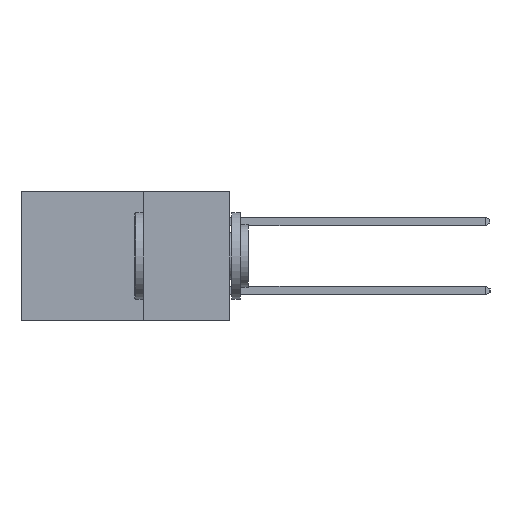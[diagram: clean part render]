
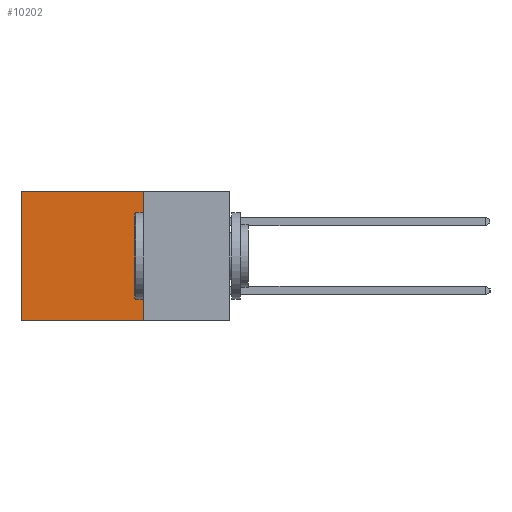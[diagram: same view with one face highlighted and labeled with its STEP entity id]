
A CAD part, left-side view. The second image highlights one B-rep face of the part: STEP entity #10202.
In plain terms, the highlighted planar face has unit normal (-1, 0, 0).
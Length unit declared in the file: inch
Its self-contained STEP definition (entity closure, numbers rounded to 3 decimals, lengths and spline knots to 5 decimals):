
#123 = EDGE_LOOP ( 'NONE', ( #10398, #10440, #10667, #10699 ) ) ;
#405 = VECTOR ( 'NONE', #12697, 39.37008 ) ;
#531 = VERTEX_POINT ( 'NONE', #8018 ) ;
#940 = CARTESIAN_POINT ( 'NONE',  ( 0.2615, 0.6, -0.37 ) ) ;
#1097 = LINE ( 'NONE', #12614, #405 ) ;
#1580 = VERTEX_POINT ( 'NONE', #2432 ) ;
#2181 = LINE ( 'NONE', #10675, #4502 ) ;
#2432 = CARTESIAN_POINT ( 'NONE',  ( 0.2615, 0.6, -0.37 ) ) ;
#3903 = VECTOR ( 'NONE', #5222, 39.37008 ) ;
#4502 = VECTOR ( 'NONE', #9617, 39.37008 ) ;
#5101 = EDGE_CURVE ( 'NONE', #531, #1580, #1097, .T. ) ;
#5222 = DIRECTION ( 'NONE',  ( 0., 0., -1. ) ) ;
#5315 = CARTESIAN_POINT ( 'NONE',  ( 0.2615, 0.25, -0.37 ) ) ;
#5717 = CARTESIAN_POINT ( 'NONE',  ( 0.2615, 0.6, 0. ) ) ;
#6321 = VERTEX_POINT ( 'NONE', #9697 ) ;
#6421 = VERTEX_POINT ( 'NONE', #5717 ) ;
#6973 = VECTOR ( 'NONE', #7095, 39.37008 ) ;
#7068 = FACE_OUTER_BOUND ( 'NONE', #123, .T. ) ;
#7095 = DIRECTION ( 'NONE',  ( 0., 0., -1. ) ) ;
#7449 = EDGE_CURVE ( 'NONE', #6321, #531, #12019, .T. ) ;
#8018 = CARTESIAN_POINT ( 'NONE',  ( 0.2615, 0.25, -0.37 ) ) ;
#9617 = DIRECTION ( 'NONE',  ( 0., 1., 0. ) ) ;
#9673 = LINE ( 'NONE', #940, #6973 ) ;
#9697 = CARTESIAN_POINT ( 'NONE',  ( 0.2615, 0.25, 0. ) ) ;
#10202 = ADVANCED_FACE ( 'NONE', ( #7068 ), #11018, .F. ) ;
#10398 = ORIENTED_EDGE ( 'NONE', *, *, #11924, .T. ) ;
#10440 = ORIENTED_EDGE ( 'NONE', *, *, #5101, .F. ) ;
#10667 = ORIENTED_EDGE ( 'NONE', *, *, #7449, .F. ) ;
#10675 = CARTESIAN_POINT ( 'NONE',  ( 0.2615, 0.25, 0. ) ) ;
#10699 = ORIENTED_EDGE ( 'NONE', *, *, #12268, .T. ) ;
#10756 = DIRECTION ( 'NONE',  ( 0., 0., -1. ) ) ;
#10862 = DIRECTION ( 'NONE',  ( 1., 0., 0. ) ) ;
#10868 = CARTESIAN_POINT ( 'NONE',  ( 0.2615, 0.25, -0.37 ) ) ;
#11018 = PLANE ( 'NONE',  #13087 ) ;
#11924 = EDGE_CURVE ( 'NONE', #6421, #1580, #9673, .T. ) ;
#12019 = LINE ( 'NONE', #5315, #3903 ) ;
#12268 = EDGE_CURVE ( 'NONE', #6321, #6421, #2181, .T. ) ;
#12614 = CARTESIAN_POINT ( 'NONE',  ( 0.2615, 0.25, -0.37 ) ) ;
#12697 = DIRECTION ( 'NONE',  ( 0., 1., 0. ) ) ;
#13087 = AXIS2_PLACEMENT_3D ( 'NONE', #10868, #10862, #10756 ) ;
